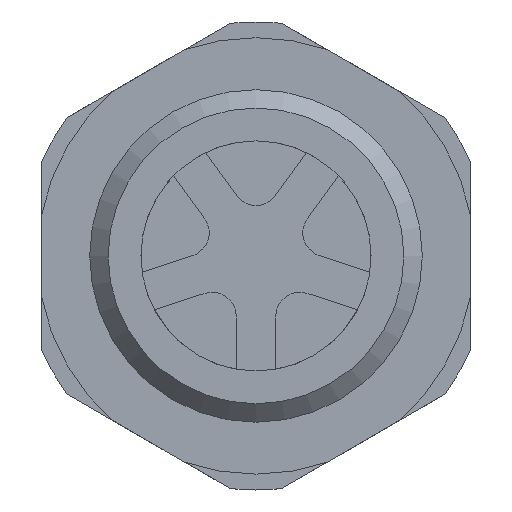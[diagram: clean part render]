
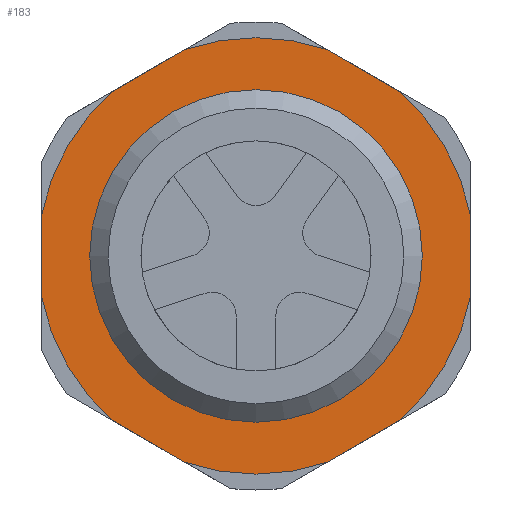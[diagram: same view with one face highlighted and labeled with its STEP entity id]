
A CAD part, front view. The second image highlights one B-rep face of the part: STEP entity #183.
In plain terms, the highlighted planar face has unit normal (0, -1, 0).
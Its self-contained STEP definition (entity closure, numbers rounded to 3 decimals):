
#183 = ADVANCED_FACE( '', ( #395, #396 ), #397, .F. );
#395 = FACE_BOUND( '', #629, .T. );
#396 = FACE_OUTER_BOUND( '', #630, .T. );
#397 = PLANE( '', #631 );
#629 = EDGE_LOOP( '', ( #1090 ) );
#630 = EDGE_LOOP( '', ( #1091, #1092, #1093, #1094, #1095, #1096, #1097, #1098, #1099, #1100, #1101, #1102 ) );
#631 = AXIS2_PLACEMENT_3D( '', #1103, #1104, #1105 );
#1090 = ORIENTED_EDGE( '', *, *, #1501, .F. );
#1091 = ORIENTED_EDGE( '', *, *, #1443, .T. );
#1092 = ORIENTED_EDGE( '', *, *, #1524, .T. );
#1093 = ORIENTED_EDGE( '', *, *, #1355, .T. );
#1094 = ORIENTED_EDGE( '', *, *, #1419, .T. );
#1095 = ORIENTED_EDGE( '', *, *, #1525, .T. );
#1096 = ORIENTED_EDGE( '', *, *, #1526, .T. );
#1097 = ORIENTED_EDGE( '', *, *, #1427, .T. );
#1098 = ORIENTED_EDGE( '', *, *, #1397, .T. );
#1099 = ORIENTED_EDGE( '', *, *, #1498, .T. );
#1100 = ORIENTED_EDGE( '', *, *, #1527, .T. );
#1101 = ORIENTED_EDGE( '', *, *, #1516, .T. );
#1102 = ORIENTED_EDGE( '', *, *, #1402, .T. );
#1103 = CARTESIAN_POINT( '', ( 13.75, 7.5, 0. ) );
#1104 = DIRECTION( '', ( 0., 1., 0. ) );
#1105 = DIRECTION( '', ( 0., 0., 1. ) );
#1355 = EDGE_CURVE( '', #1610, #1611, #1612, .T. );
#1397 = EDGE_CURVE( '', #1684, #1681, #1685, .T. );
#1402 = EDGE_CURVE( '', #1692, #1689, #1693, .T. );
#1419 = EDGE_CURVE( '', #1611, #1716, #1719, .T. );
#1427 = EDGE_CURVE( '', #1728, #1684, #1729, .T. );
#1443 = EDGE_CURVE( '', #1689, #1753, #1755, .T. );
#1498 = EDGE_CURVE( '', #1681, #1834, #1835, .T. );
#1501 = EDGE_CURVE( '', #1838, #1838, #1839, .T. );
#1516 = EDGE_CURVE( '', #1857, #1692, #1858, .T. );
#1524 = EDGE_CURVE( '', #1753, #1610, #1869, .T. );
#1525 = EDGE_CURVE( '', #1716, #1870, #1871, .T. );
#1526 = EDGE_CURVE( '', #1870, #1728, #1872, .T. );
#1527 = EDGE_CURVE( '', #1834, #1857, #1873, .T. );
#1610 = VERTEX_POINT( '', #1975 );
#1611 = VERTEX_POINT( '', #1976 );
#1612 = CIRCLE( '', #1977, 13.75 );
#1681 = VERTEX_POINT( '', #2070 );
#1684 = VERTEX_POINT( '', #2074 );
#1685 = LINE( '', #2075, #2076 );
#1689 = VERTEX_POINT( '', #2082 );
#1692 = VERTEX_POINT( '', #2086 );
#1693 = LINE( '', #2087, #2088 );
#1716 = VERTEX_POINT( '', #2116 );
#1719 = LINE( '', #2120, #2121 );
#1728 = VERTEX_POINT( '', #2132 );
#1729 = CIRCLE( '', #2133, 13.75 );
#1753 = VERTEX_POINT( '', #2177 );
#1755 = CIRCLE( '', #2180, 13.75 );
#1834 = VERTEX_POINT( '', #2299 );
#1835 = CIRCLE( '', #2300, 13.75 );
#1838 = VERTEX_POINT( '', #2304 );
#1839 = CIRCLE( '', #2305, 10.478 );
#1857 = VERTEX_POINT( '', #2340 );
#1858 = CIRCLE( '', #2341, 13.75 );
#1869 = LINE( '', #2354, #2355 );
#1870 = VERTEX_POINT( '', #2356 );
#1871 = CIRCLE( '', #2357, 13.75 );
#1872 = LINE( '', #2358, #2359 );
#1873 = LINE( '', #2360, #2361 );
#1975 = CARTESIAN_POINT( '', ( -13.5, 7.5, -2.61 ) );
#1976 = CARTESIAN_POINT( '', ( -9.01, 7.5, -10.386 ) );
#1977 = AXIS2_PLACEMENT_3D( '', #2447, #2448, #2449 );
#2070 = CARTESIAN_POINT( '', ( 13.5, 7.5, 2.61 ) );
#2074 = CARTESIAN_POINT( '', ( 13.5, 7.5, -2.61 ) );
#2075 = CARTESIAN_POINT( '', ( 13.5, 7.5, 0. ) );
#2076 = VECTOR( '', #2521, 1000. );
#2082 = CARTESIAN_POINT( '', ( -9.01, 7.5, 10.386 ) );
#2086 = CARTESIAN_POINT( '', ( -4.49, 7.5, 12.996 ) );
#2087 = CARTESIAN_POINT( '', ( 3.563, 7.5, 17.645 ) );
#2088 = VECTOR( '', #2525, 1000. );
#2116 = CARTESIAN_POINT( '', ( -4.49, 7.5, -12.996 ) );
#2120 = CARTESIAN_POINT( '', ( 3.563, 7.5, -17.645 ) );
#2121 = VECTOR( '', #2550, 1000. );
#2132 = CARTESIAN_POINT( '', ( 9.01, 7.5, -10.386 ) );
#2133 = AXIS2_PLACEMENT_3D( '', #2559, #2560, #2561 );
#2177 = CARTESIAN_POINT( '', ( -13.5, 7.5, 2.61 ) );
#2180 = AXIS2_PLACEMENT_3D( '', #2575, #2576, #2577 );
#2299 = CARTESIAN_POINT( '', ( 9.01, 7.5, 10.386 ) );
#2300 = AXIS2_PLACEMENT_3D( '', #2656, #2657, #2658 );
#2304 = CARTESIAN_POINT( '', ( 0., 7.5, -10.478 ) );
#2305 = AXIS2_PLACEMENT_3D( '', #2660, #2661, #2662 );
#2340 = CARTESIAN_POINT( '', ( 4.49, 7.5, 12.996 ) );
#2341 = AXIS2_PLACEMENT_3D( '', #2672, #2673, #2674 );
#2354 = CARTESIAN_POINT( '', ( -13.5, 7.5, 0. ) );
#2355 = VECTOR( '', #2686, 1000. );
#2356 = CARTESIAN_POINT( '', ( 4.49, 7.5, -12.996 ) );
#2357 = AXIS2_PLACEMENT_3D( '', #2687, #2688, #2689 );
#2358 = CARTESIAN_POINT( '', ( 17.063, 7.5, -5.737 ) );
#2359 = VECTOR( '', #2690, 1000. );
#2360 = CARTESIAN_POINT( '', ( 17.063, 7.5, 5.737 ) );
#2361 = VECTOR( '', #2691, 1000. );
#2447 = CARTESIAN_POINT( '', ( 0., 7.5, 0. ) );
#2448 = DIRECTION( '', ( 0., -1., 0. ) );
#2449 = DIRECTION( '', ( 0., 0., -1. ) );
#2521 = DIRECTION( '', ( 0., 0., 1. ) );
#2525 = DIRECTION( '', ( -0.866, 0., -0.5 ) );
#2550 = DIRECTION( '', ( 0.866, 0., -0.5 ) );
#2559 = CARTESIAN_POINT( '', ( 0., 7.5, 0. ) );
#2560 = DIRECTION( '', ( 0., -1., 0. ) );
#2561 = DIRECTION( '', ( 0., 0., -1. ) );
#2575 = CARTESIAN_POINT( '', ( 0., 7.5, 0. ) );
#2576 = DIRECTION( '', ( 0., -1., 0. ) );
#2577 = DIRECTION( '', ( 0., 0., -1. ) );
#2656 = CARTESIAN_POINT( '', ( 0., 7.5, 0. ) );
#2657 = DIRECTION( '', ( 0., -1., 0. ) );
#2658 = DIRECTION( '', ( 0., 0., -1. ) );
#2660 = CARTESIAN_POINT( '', ( 0., 7.5, 0. ) );
#2661 = DIRECTION( '', ( 0., -1., 0. ) );
#2662 = DIRECTION( '', ( 0., 0., -1. ) );
#2672 = CARTESIAN_POINT( '', ( 0., 7.5, 0. ) );
#2673 = DIRECTION( '', ( 0., -1., 0. ) );
#2674 = DIRECTION( '', ( 0., 0., -1. ) );
#2686 = DIRECTION( '', ( 0., 0., -1. ) );
#2687 = CARTESIAN_POINT( '', ( 0., 7.5, 0. ) );
#2688 = DIRECTION( '', ( 0., -1., 0. ) );
#2689 = DIRECTION( '', ( 0., 0., -1. ) );
#2690 = DIRECTION( '', ( 0.866, 0., 0.5 ) );
#2691 = DIRECTION( '', ( -0.866, 0., 0.5 ) );
